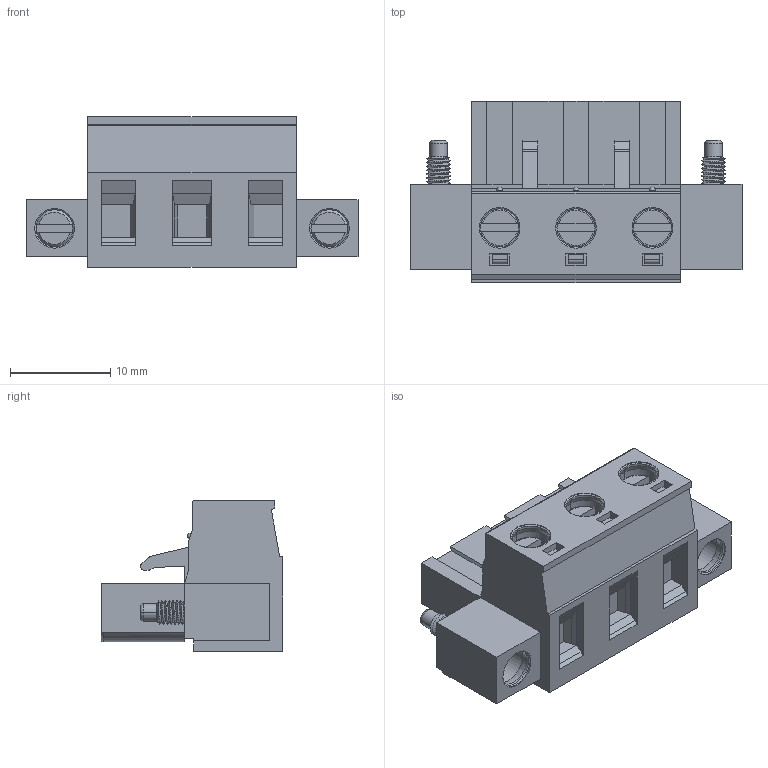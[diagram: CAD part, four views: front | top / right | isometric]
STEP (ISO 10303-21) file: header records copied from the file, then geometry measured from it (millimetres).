
FILE_DESCRIPTION( ('This file contains a STEP AP42 implementation' ,'as created by ZW3D STEP Interface translator.') ,'2;1' );
FILE_NAME( 'WJ2EDGKM-7.62-03P-00A.stp' ,'24 229. 9 413', (''), ('ZWCAD Software Co.'), 'Version 1.0', 'ZW3D to STEP translator', '' );
FILE_SCHEMA(('AUTOMOTIVE_DESIGN { 1 0 10303 214 1 1 1 1 }'));
Length unit declared in the file: millimetre
Products named in the file (2): 0; WJ2EDGKM-7.62-07P-14-00A001
Bounding box: 33.14 x 18.1 x 15.05 mm (x, y, z)
Volume: 3913.5 mm3; surface area: 3107.9 mm2
Topology: 1 solids, 1 shells, 414 faces, 1016 edges, 636 vertices
Faces by surface type: plane 224, bspline 112, cone 41, cylinder 34, sphere 3
Entity records: 17379 total; most frequent: CARTESIAN_POINT 7589, ORIENTED_EDGE 2020, DIRECTION 1806, EDGE_CURVE 1010, VECTOR 642, LINE 642, VERTEX_POINT 636, AXIS2_PLACEMENT_3D 582
